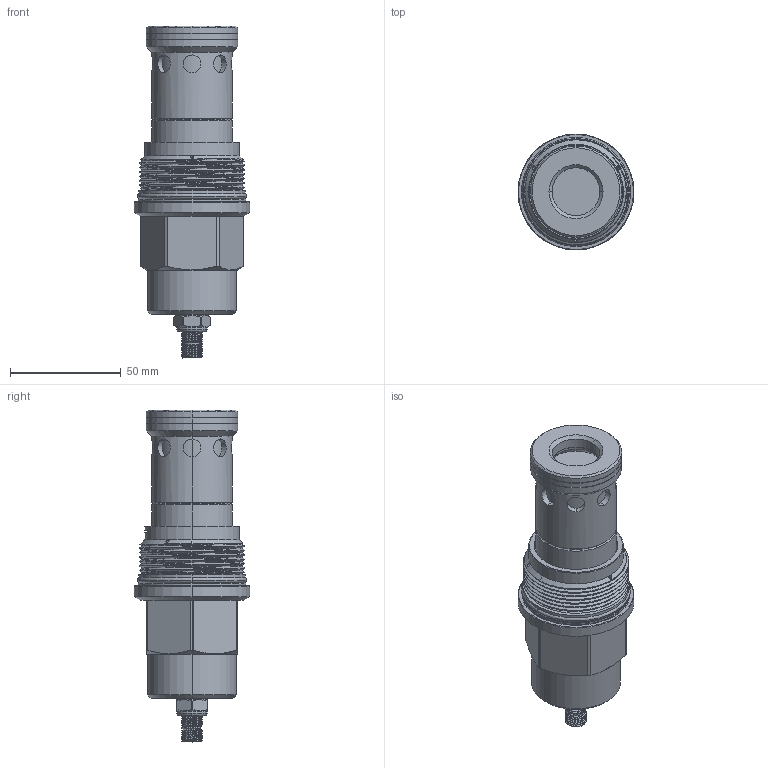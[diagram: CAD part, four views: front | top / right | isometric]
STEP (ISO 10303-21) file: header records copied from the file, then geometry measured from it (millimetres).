
FILE_DESCRIPTION (( 'STEP AP203' ), '1' );
FILE_NAME ('RP18A2G-L.STEP', '2020-03-24T01:49:21', ( '' ), ( '' ), 'SwSTEP 2.0', 'SolidWorks 2018', '' );
FILE_SCHEMA (( 'CONFIG_CONTROL_DESIGN' ));
Length unit declared in the file: millimetre
Products named in the file (1): RP18A2G-L
Bounding box: 52.37 x 52.37 x 150.01 mm (x, y, z)
Volume: 173114 mm3; surface area: 28893.3 mm2
Topology: 4 solids, 4 shells, 268 faces, 644 edges, 398 vertices
Faces by surface type: cylinder 129, plane 52, cone 45, torus 31, bspline 9, sphere 2
Entity records: 16645 total; most frequent: CARTESIAN_POINT 10636, ORIENTED_EDGE 1280, DIRECTION 1214, EDGE_CURVE 640, AXIS2_PLACEMENT_3D 501, VERTEX_POINT 398, EDGE_LOOP 292, ADVANCED_FACE 268
